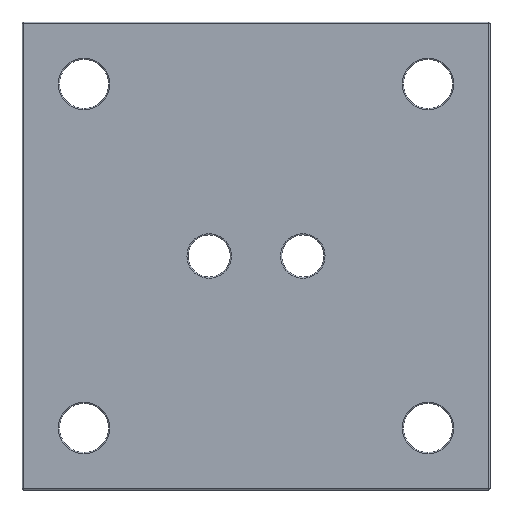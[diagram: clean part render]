
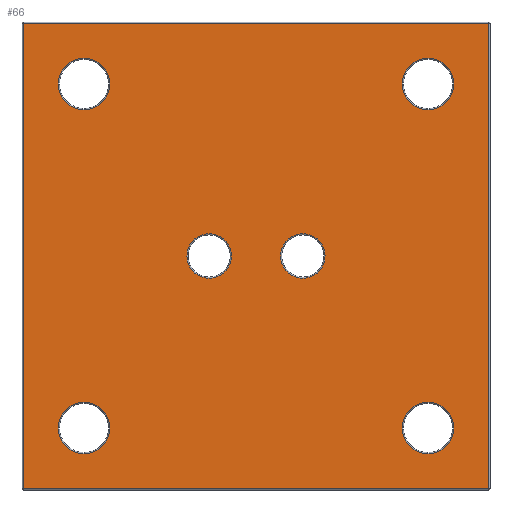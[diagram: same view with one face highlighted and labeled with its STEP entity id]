
A CAD part, front view. The second image highlights one B-rep face of the part: STEP entity #66.
In plain terms, the highlighted planar face has unit normal (0, -1, 0).
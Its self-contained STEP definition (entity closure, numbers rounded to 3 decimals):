
#17 = DIRECTION ( 'NONE',  ( 0., 0., -1. ) ) ;
#27 = EDGE_LOOP ( 'NONE', ( #1292 ) ) ;
#30 = VECTOR ( 'NONE', #359, 1000. ) ;
#48 = DIRECTION ( 'NONE',  ( 0., 0., -1. ) ) ;
#58 = CIRCLE ( 'NONE', #1077, 5.5 ) ;
#66 = ADVANCED_FACE ( 'NONE', ( #227, #764, #1314, #1015, #1350, #735, #462 ), #707, .T. ) ;
#73 = LINE ( 'NONE', #585, #824 ) ;
#93 = EDGE_LOOP ( 'NONE', ( #440 ) ) ;
#127 = VERTEX_POINT ( 'NONE', #192 ) ;
#138 = DIRECTION ( 'NONE',  ( 0., 0., -1. ) ) ;
#157 = VERTEX_POINT ( 'NONE', #199 ) ;
#158 = AXIS2_PLACEMENT_3D ( 'NONE', #305, #833, #719 ) ;
#172 = CARTESIAN_POINT ( 'NONE',  ( 60., 0., -54.75 ) ) ;
#183 = CARTESIAN_POINT ( 'NONE',  ( 99.75, 0., 0. ) ) ;
#188 = EDGE_CURVE ( 'NONE', #978, #978, #1106, .T. ) ;
#192 = CARTESIAN_POINT ( 'NONE',  ( 99.75, 0., -99.75 ) ) ;
#199 = CARTESIAN_POINT ( 'NONE',  ( 40., 0., -54.75 ) ) ;
#200 = ORIENTED_EDGE ( 'NONE', *, *, #556, .T. ) ;
#215 = ORIENTED_EDGE ( 'NONE', *, *, #1037, .T. ) ;
#227 = FACE_BOUND ( 'NONE', #93, .T. ) ;
#261 = LINE ( 'NONE', #183, #30 ) ;
#269 = AXIS2_PLACEMENT_3D ( 'NONE', #1052, #955, #48 ) ;
#286 = EDGE_CURVE ( 'NONE', #157, #157, #792, .T. ) ;
#305 = CARTESIAN_POINT ( 'NONE',  ( 60., 0., -50. ) ) ;
#323 = ORIENTED_EDGE ( 'NONE', *, *, #1275, .T. ) ;
#358 = VECTOR ( 'NONE', #1082, 1000. ) ;
#359 = DIRECTION ( 'NONE',  ( 0., 0., 1. ) ) ;
#372 = VERTEX_POINT ( 'NONE', #863 ) ;
#384 = AXIS2_PLACEMENT_3D ( 'NONE', #762, #1291, #1197 ) ;
#414 = EDGE_CURVE ( 'NONE', #1179, #1161, #661, .T. ) ;
#423 = VECTOR ( 'NONE', #17, 1000. ) ;
#440 = ORIENTED_EDGE ( 'NONE', *, *, #286, .T. ) ;
#450 = DIRECTION ( 'NONE',  ( 0., 0., -1. ) ) ;
#462 = FACE_OUTER_BOUND ( 'NONE', #654, .T. ) ;
#485 = CARTESIAN_POINT ( 'NONE',  ( 86.75, 0., -92.25 ) ) ;
#506 = DIRECTION ( 'NONE',  ( 1., 0., 0. ) ) ;
#528 = EDGE_CURVE ( 'NONE', #645, #645, #1253, .T. ) ;
#532 = DIRECTION ( 'NONE',  ( 0., 1., 0. ) ) ;
#533 = ORIENTED_EDGE ( 'NONE', *, *, #1334, .T. ) ;
#556 = EDGE_CURVE ( 'NONE', #372, #372, #1284, .T. ) ;
#582 = DIRECTION ( 'NONE',  ( 0., -1., 0. ) ) ;
#585 = CARTESIAN_POINT ( 'NONE',  ( 100., 0., -99.75 ) ) ;
#589 = CARTESIAN_POINT ( 'NONE',  ( 86.75, 0., -18.75 ) ) ;
#645 = VERTEX_POINT ( 'NONE', #485 ) ;
#654 = EDGE_LOOP ( 'NONE', ( #898, #891, #215, #533 ) ) ;
#661 = LINE ( 'NONE', #1273, #358 ) ;
#674 = CARTESIAN_POINT ( 'NONE',  ( 86.75, 0., -13.25 ) ) ;
#676 = CARTESIAN_POINT ( 'NONE',  ( 40., 0., -50. ) ) ;
#690 = LINE ( 'NONE', #1326, #423 ) ;
#707 = PLANE ( 'NONE',  #880 ) ;
#710 = CIRCLE ( 'NONE', #269, 5.5 ) ;
#714 = AXIS2_PLACEMENT_3D ( 'NONE', #676, #532, #940 ) ;
#719 = DIRECTION ( 'NONE',  ( 0., 0., -1. ) ) ;
#735 = FACE_BOUND ( 'NONE', #966, .T. ) ;
#748 = EDGE_CURVE ( 'NONE', #1161, #1053, #690, .T. ) ;
#762 = CARTESIAN_POINT ( 'NONE',  ( 13.25, 0., -86.75 ) ) ;
#764 = FACE_BOUND ( 'NONE', #1116, .T. ) ;
#785 = DIRECTION ( 'NONE',  ( 0., 0., -1. ) ) ;
#792 = CIRCLE ( 'NONE', #714, 4.75 ) ;
#821 = EDGE_LOOP ( 'NONE', ( #1017 ) ) ;
#824 = VECTOR ( 'NONE', #506, 1000. ) ;
#833 = DIRECTION ( 'NONE',  ( 0., 1., 0. ) ) ;
#834 = EDGE_LOOP ( 'NONE', ( #323 ) ) ;
#852 = DIRECTION ( 'NONE',  ( 0., 1., 0. ) ) ;
#857 = VERTEX_POINT ( 'NONE', #1339 ) ;
#863 = CARTESIAN_POINT ( 'NONE',  ( 13.25, 0., -92.25 ) ) ;
#880 = AXIS2_PLACEMENT_3D ( 'NONE', #1220, #582, #785 ) ;
#891 = ORIENTED_EDGE ( 'NONE', *, *, #748, .T. ) ;
#897 = ORIENTED_EDGE ( 'NONE', *, *, #528, .T. ) ;
#898 = ORIENTED_EDGE ( 'NONE', *, *, #414, .T. ) ;
#902 = EDGE_CURVE ( 'NONE', #857, #857, #710, .T. ) ;
#912 = CARTESIAN_POINT ( 'NONE',  ( 86.75, 0., -86.75 ) ) ;
#940 = DIRECTION ( 'NONE',  ( 0., 0., -1. ) ) ;
#955 = DIRECTION ( 'NONE',  ( 0., 1., 0. ) ) ;
#966 = EDGE_LOOP ( 'NONE', ( #897 ) ) ;
#978 = VERTEX_POINT ( 'NONE', #172 ) ;
#1015 = FACE_BOUND ( 'NONE', #834, .T. ) ;
#1017 = ORIENTED_EDGE ( 'NONE', *, *, #188, .T. ) ;
#1028 = CARTESIAN_POINT ( 'NONE',  ( 0.25, 0., -0.25 ) ) ;
#1033 = CARTESIAN_POINT ( 'NONE',  ( 0.25, 0., -99.75 ) ) ;
#1037 = EDGE_CURVE ( 'NONE', #1053, #127, #73, .T. ) ;
#1052 = CARTESIAN_POINT ( 'NONE',  ( 13.25, 0., -13.25 ) ) ;
#1053 = VERTEX_POINT ( 'NONE', #1033 ) ;
#1070 = VERTEX_POINT ( 'NONE', #589 ) ;
#1077 = AXIS2_PLACEMENT_3D ( 'NONE', #674, #1207, #138 ) ;
#1082 = DIRECTION ( 'NONE',  ( -1., 0., 0. ) ) ;
#1106 = CIRCLE ( 'NONE', #158, 4.75 ) ;
#1115 = CARTESIAN_POINT ( 'NONE',  ( 99.75, 0., -0.25 ) ) ;
#1116 = EDGE_LOOP ( 'NONE', ( #200 ) ) ;
#1161 = VERTEX_POINT ( 'NONE', #1028 ) ;
#1179 = VERTEX_POINT ( 'NONE', #1115 ) ;
#1197 = DIRECTION ( 'NONE',  ( 0., 0., -1. ) ) ;
#1207 = DIRECTION ( 'NONE',  ( 0., 1., 0. ) ) ;
#1220 = CARTESIAN_POINT ( 'NONE',  ( 0., 0., -100. ) ) ;
#1253 = CIRCLE ( 'NONE', #1267, 5.5 ) ;
#1267 = AXIS2_PLACEMENT_3D ( 'NONE', #912, #852, #450 ) ;
#1273 = CARTESIAN_POINT ( 'NONE',  ( 0., 0., -0.25 ) ) ;
#1275 = EDGE_CURVE ( 'NONE', #1070, #1070, #58, .T. ) ;
#1284 = CIRCLE ( 'NONE', #384, 5.5 ) ;
#1291 = DIRECTION ( 'NONE',  ( 0., 1., 0. ) ) ;
#1292 = ORIENTED_EDGE ( 'NONE', *, *, #902, .T. ) ;
#1314 = FACE_BOUND ( 'NONE', #27, .T. ) ;
#1326 = CARTESIAN_POINT ( 'NONE',  ( 0.25, 0., -100. ) ) ;
#1334 = EDGE_CURVE ( 'NONE', #127, #1179, #261, .T. ) ;
#1339 = CARTESIAN_POINT ( 'NONE',  ( 13.25, 0., -18.75 ) ) ;
#1350 = FACE_BOUND ( 'NONE', #821, .T. ) ;
